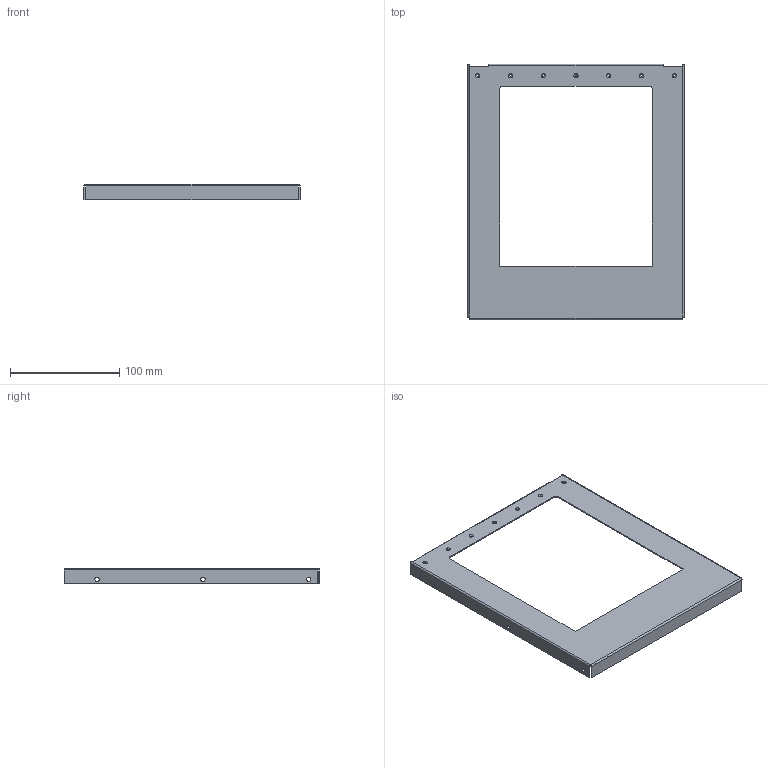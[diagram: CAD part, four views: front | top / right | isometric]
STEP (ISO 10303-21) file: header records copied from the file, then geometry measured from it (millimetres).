
FILE_DESCRIPTION (( 'STEP AP203' ), '1' );
FILE_NAME ('Front_Chamber.STEP', '2023-04-26T11:20:40', ( '' ), ( '' ), 'SwSTEP 2.0', 'SolidWorks 2018', '' );
FILE_SCHEMA (( 'CONFIG_CONTROL_DESIGN' ));
Length unit declared in the file: millimetre
Products named in the file (1): Front_Chamber
Bounding box: 198 x 234 x 14 mm (x, y, z)
Volume: 33025.7 mm3; surface area: 67786.4 mm2
Topology: 1 solids, 1 shells, 78 faces, 196 edges, 120 vertices
Faces by surface type: plane 38, cylinder 22, cone 14, bspline 4
Entity records: 2627 total; most frequent: CARTESIAN_POINT 607, DIRECTION 404, ORIENTED_EDGE 392, EDGE_CURVE 196, AXIS2_PLACEMENT_3D 141, VECTOR 122, LINE 122, VERTEX_POINT 120
